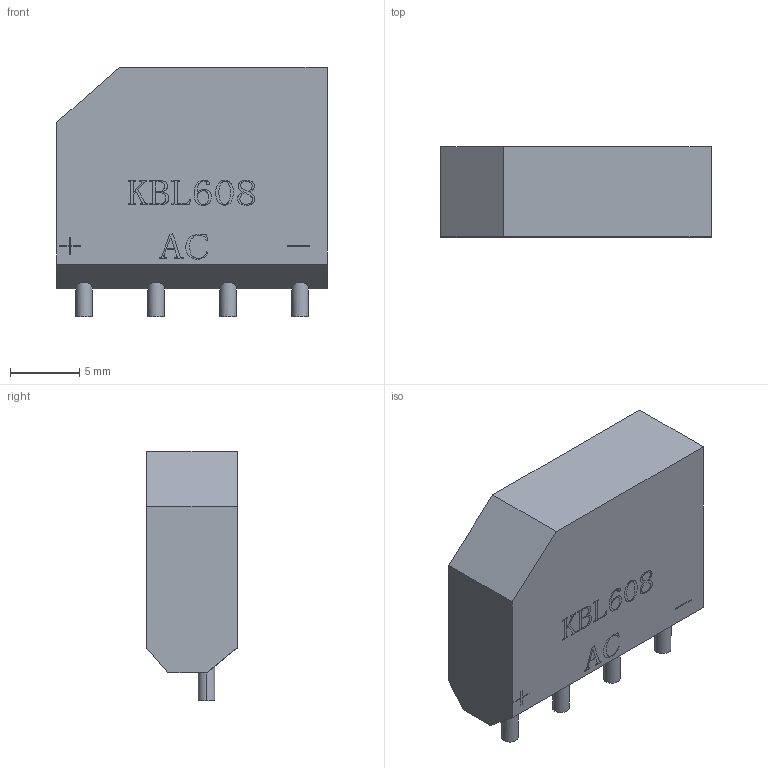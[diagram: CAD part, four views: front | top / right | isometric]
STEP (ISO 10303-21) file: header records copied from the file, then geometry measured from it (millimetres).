
FILE_DESCRIPTION (( 'STEP AP214' ), '1' );
FILE_NAME ('KBL608.STEP', '2012-04-02T14:42:11', ( '微软用户' ), ( '微软中国' ), 'SwSTEP 2.0', 'SolidWorks 2011', '' );
FILE_SCHEMA (( 'AUTOMOTIVE_DESIGN' ));
Length unit declared in the file: millimetre
Products named in the file (1): KBL608
Bounding box: 19.5 x 6.5 x 18 mm (x, y, z)
Volume: 1914.5 mm3; surface area: 1035.5 mm2
Topology: 1 solids, 1 shells, 38 faces, 219 edges, 200 vertices
Faces by surface type: plane 30, cylinder 8
Entity records: 3495 total; most frequent: CARTESIAN_POINT 1618, ORIENTED_EDGE 438, DIRECTION 228, EDGE_CURVE 219, VERTEX_POINT 200, VECTOR 126, LINE 126, B_SPLINE_CURVE_WITH_KNOTS 77
